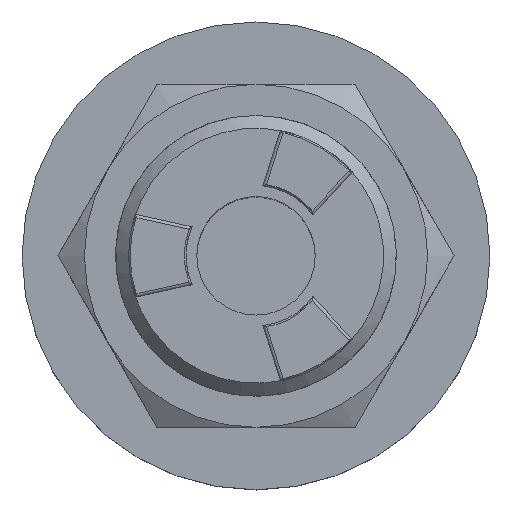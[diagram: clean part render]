
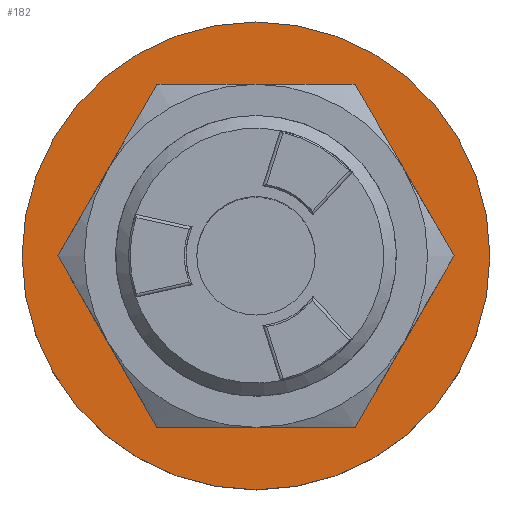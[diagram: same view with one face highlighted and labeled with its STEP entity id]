
A CAD part, top view. The second image highlights one B-rep face of the part: STEP entity #182.
In plain terms, the highlighted planar face has unit normal (0, 0, 1).
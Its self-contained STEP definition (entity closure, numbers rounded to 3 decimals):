
#56=LINE('',#1604,#92);
#57=LINE('',#1607,#93);
#58=LINE('',#1609,#94);
#59=LINE('',#1611,#95);
#60=LINE('',#1613,#96);
#61=LINE('',#1615,#97);
#92=VECTOR('',#1128,1.);
#93=VECTOR('',#1129,1.);
#94=VECTOR('',#1130,1.);
#95=VECTOR('',#1131,1.);
#96=VECTOR('',#1132,1.);
#97=VECTOR('',#1133,1.);
#129=PLANE('',#995);
#155=FACE_BOUND('',#314,.T.);
#156=FACE_BOUND('',#315,.T.);
#182=ADVANCED_FACE('',(#155,#156),#129,.T.);
#314=EDGE_LOOP('',(#468));
#315=EDGE_LOOP('',(#469,#470,#471,#472,#473,#474));
#468=ORIENTED_EDGE('',*,*,#825,.F.);
#469=ORIENTED_EDGE('',*,*,#827,.T.);
#470=ORIENTED_EDGE('',*,*,#828,.T.);
#471=ORIENTED_EDGE('',*,*,#829,.T.);
#472=ORIENTED_EDGE('',*,*,#830,.T.);
#473=ORIENTED_EDGE('',*,*,#831,.T.);
#474=ORIENTED_EDGE('',*,*,#832,.T.);
#735=VERTEX_POINT('',#1599);
#737=VERTEX_POINT('',#1605);
#738=VERTEX_POINT('',#1606);
#739=VERTEX_POINT('',#1608);
#740=VERTEX_POINT('',#1610);
#741=VERTEX_POINT('',#1612);
#742=VERTEX_POINT('',#1614);
#825=EDGE_CURVE('',#735,#735,#942,.T.);
#827=EDGE_CURVE('',#737,#738,#56,.T.);
#828=EDGE_CURVE('',#738,#739,#57,.T.);
#829=EDGE_CURVE('',#739,#740,#58,.T.);
#830=EDGE_CURVE('',#740,#741,#59,.T.);
#831=EDGE_CURVE('',#741,#742,#60,.T.);
#832=EDGE_CURVE('',#742,#737,#61,.T.);
#942=CIRCLE('',#991,15.);
#991=AXIS2_PLACEMENT_3D('',#1598,#1120,#1121);
#995=AXIS2_PLACEMENT_3D('',#1616,#1134,#1135);
#1120=DIRECTION('',(0.,0.,-1.));
#1121=DIRECTION('',(1.,0.,0.));
#1128=DIRECTION('',(-0.5,0.866,0.));
#1129=DIRECTION('',(0.5,0.866,0.));
#1130=DIRECTION('',(1.,0.,0.));
#1131=DIRECTION('',(0.5,-0.866,0.));
#1132=DIRECTION('',(-0.5,-0.866,0.));
#1133=DIRECTION('',(-1.,0.,0.));
#1134=DIRECTION('',(0.,0.,1.));
#1135=DIRECTION('',(1.,0.,0.));
#1598=CARTESIAN_POINT('',(0.,0.,5.));
#1599=CARTESIAN_POINT('',(15.,0.,5.));
#1604=CARTESIAN_POINT('',(-6.351,-11.,5.));
#1605=CARTESIAN_POINT('',(-6.351,-11.,5.));
#1606=CARTESIAN_POINT('',(-12.702,0.,5.));
#1607=CARTESIAN_POINT('',(-12.702,0.,5.));
#1608=CARTESIAN_POINT('',(-6.351,11.,5.));
#1609=CARTESIAN_POINT('',(-6.351,11.,5.));
#1610=CARTESIAN_POINT('',(6.351,11.,5.));
#1611=CARTESIAN_POINT('',(6.351,11.,5.));
#1612=CARTESIAN_POINT('',(12.702,0.,5.));
#1613=CARTESIAN_POINT('',(12.702,0.,5.));
#1614=CARTESIAN_POINT('',(6.351,-11.,5.));
#1615=CARTESIAN_POINT('',(6.351,-11.,5.));
#1616=CARTESIAN_POINT('',(15.,0.,5.));
